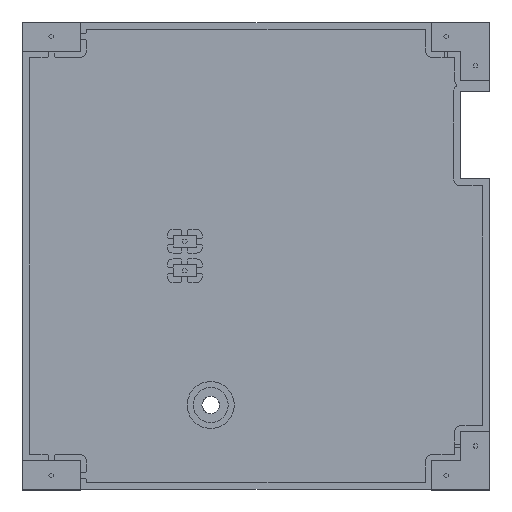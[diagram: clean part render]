
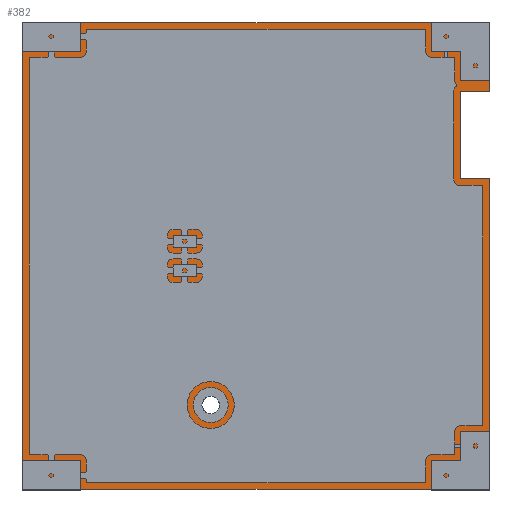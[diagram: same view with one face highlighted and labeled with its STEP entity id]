
A CAD part, top view. The second image highlights one B-rep face of the part: STEP entity #382.
In plain terms, the highlighted planar face has unit normal (0, 0, 1).
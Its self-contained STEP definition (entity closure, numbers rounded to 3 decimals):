
#106 = VERTEX_POINT('',#107);
#107 = CARTESIAN_POINT('',(215.,-75.,0.));
#124 = VERTEX_POINT('',#125);
#125 = CARTESIAN_POINT('',(215.,-80.9,0.));
#131 = EDGE_CURVE('',#106,#124,#132,.T.);
#132 = LINE('',#133,#134);
#133 = CARTESIAN_POINT('',(215.,-75.,0.));
#134 = VECTOR('',#135,1.);
#135 = DIRECTION('',(0.,-1.,0.));
#146 = VERTEX_POINT('',#147);
#147 = CARTESIAN_POINT('',(175.,-75.,0.));
#162 = EDGE_CURVE('',#146,#106,#163,.T.);
#163 = LINE('',#164,#165);
#164 = CARTESIAN_POINT('',(175.,-75.,0.));
#165 = VECTOR('',#166,1.);
#166 = DIRECTION('',(1.,0.,0.));
#186 = VERTEX_POINT('',#187);
#187 = CARTESIAN_POINT('',(212.5,-80.9,0.));
#193 = EDGE_CURVE('',#124,#186,#194,.T.);
#194 = LINE('',#195,#196);
#195 = CARTESIAN_POINT('',(215.,-80.9,0.));
#196 = VECTOR('',#197,1.);
#197 = DIRECTION('',(-1.,0.,0.));
#208 = VERTEX_POINT('',#209);
#209 = CARTESIAN_POINT('',(175.,-115.,0.));
#224 = EDGE_CURVE('',#208,#146,#225,.T.);
#225 = LINE('',#226,#227);
#226 = CARTESIAN_POINT('',(175.,-115.,0.));
#227 = VECTOR('',#228,1.);
#228 = DIRECTION('',(0.,1.,0.));
#248 = VERTEX_POINT('',#249);
#249 = CARTESIAN_POINT('',(212.5,-88.4,0.));
#255 = EDGE_CURVE('',#186,#248,#256,.T.);
#256 = LINE('',#257,#258);
#257 = CARTESIAN_POINT('',(212.5,-80.9,0.));
#258 = VECTOR('',#259,1.);
#259 = DIRECTION('',(0.,-1.,0.));
#270 = VERTEX_POINT('',#271);
#271 = CARTESIAN_POINT('',(215.,-115.,0.));
#286 = EDGE_CURVE('',#270,#208,#287,.T.);
#287 = LINE('',#288,#289);
#288 = CARTESIAN_POINT('',(215.,-115.,0.));
#289 = VECTOR('',#290,1.);
#290 = DIRECTION('',(-1.,0.,0.));
#310 = VERTEX_POINT('',#311);
#311 = CARTESIAN_POINT('',(215.,-88.4,0.));
#317 = EDGE_CURVE('',#248,#310,#318,.T.);
#318 = LINE('',#319,#320);
#319 = CARTESIAN_POINT('',(212.5,-88.4,0.));
#320 = VECTOR('',#321,1.);
#321 = DIRECTION('',(1.,0.,0.));
#339 = EDGE_CURVE('',#310,#270,#340,.T.);
#340 = LINE('',#341,#342);
#341 = CARTESIAN_POINT('',(215.,-88.4,0.));
#342 = VECTOR('',#343,1.);
#343 = DIRECTION('',(0.,-1.,0.));
#354 = VERTEX_POINT('',#355);
#355 = CARTESIAN_POINT('',(191.87,-107.77,0.));
#371 = EDGE_CURVE('',#354,#354,#372,.T.);
#372 = CIRCLE('',#373,0.75);
#373 = AXIS2_PLACEMENT_3D('',#374,#375,#376);
#374 = CARTESIAN_POINT('',(191.12,-107.77,0.));
#375 = DIRECTION('',(0.,0.,1.));
#376 = DIRECTION('',(1.,0.,-0.));
#382 = ADVANCED_FACE('',(#383,#393),#396,.F.);
#383 = FACE_BOUND('',#384,.F.);
#384 = EDGE_LOOP('',(#385,#386,#387,#388,#389,#390,#391,#392));
#385 = ORIENTED_EDGE('',*,*,#131,.T.);
#386 = ORIENTED_EDGE('',*,*,#193,.T.);
#387 = ORIENTED_EDGE('',*,*,#255,.T.);
#388 = ORIENTED_EDGE('',*,*,#317,.T.);
#389 = ORIENTED_EDGE('',*,*,#339,.T.);
#390 = ORIENTED_EDGE('',*,*,#286,.T.);
#391 = ORIENTED_EDGE('',*,*,#224,.T.);
#392 = ORIENTED_EDGE('',*,*,#162,.T.);
#393 = FACE_BOUND('',#394,.F.);
#394 = EDGE_LOOP('',(#395));
#395 = ORIENTED_EDGE('',*,*,#371,.T.);
#396 = PLANE('',#397);
#397 = AXIS2_PLACEMENT_3D('',#398,#399,#400);
#398 = CARTESIAN_POINT('',(195.455,-94.686,0.));
#399 = DIRECTION('',(-0.,-0.,-1.));
#400 = DIRECTION('',(-1.,0.,0.));
